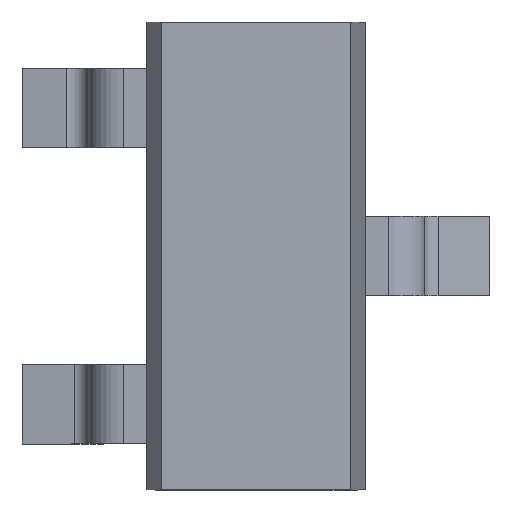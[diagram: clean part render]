
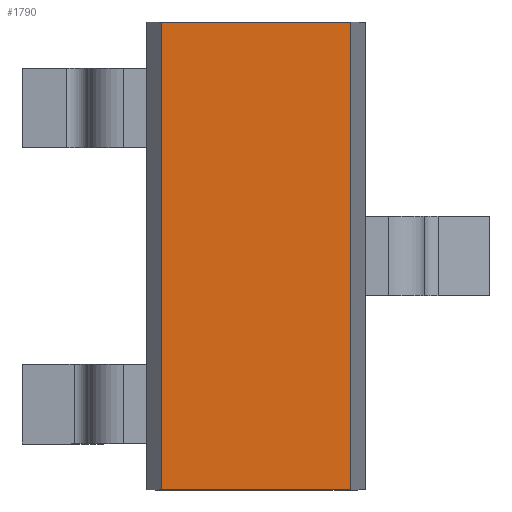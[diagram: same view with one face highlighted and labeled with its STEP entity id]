
A CAD part, top view. The second image highlights one B-rep face of the part: STEP entity #1790.
In plain terms, the highlighted planar face has unit normal (0, 0, 1).
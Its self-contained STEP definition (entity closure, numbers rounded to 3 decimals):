
#1518=CARTESIAN_POINT('',(-0.607,-1.5,1.15));
#1519=VERTEX_POINT('',#1518);
#1526=CARTESIAN_POINT('',(-0.607,1.5,1.15));
#1527=VERTEX_POINT('',#1526);
#1528=CARTESIAN_POINT('',(-0.607,1.5,1.15));
#1529=DIRECTION('',(0.0,-1.0,0.0));
#1530=VECTOR('',#1529,3.0);
#1531=LINE('',#1528,#1530);
#1532=EDGE_CURVE('',#1527,#1519,#1531,.T.);
#1573=CARTESIAN_POINT('',(0.607,1.5,1.15));
#1574=VERTEX_POINT('',#1573);
#1575=CARTESIAN_POINT('',(0.607,1.5,1.15));
#1576=DIRECTION('',(-1.0,0.0,0.0));
#1577=VECTOR('',#1576,1.214);
#1578=LINE('',#1575,#1577);
#1579=EDGE_CURVE('',#1574,#1527,#1578,.T.);
#1619=CARTESIAN_POINT('',(0.607,-1.5,1.15));
#1620=VERTEX_POINT('',#1619);
#1636=CARTESIAN_POINT('',(0.607,-1.5,1.15));
#1637=DIRECTION('',(0.0,1.0,0.0));
#1638=VECTOR('',#1637,3.0);
#1639=LINE('',#1636,#1638);
#1640=EDGE_CURVE('',#1574,#1620,#1639,.F.);
#1689=CARTESIAN_POINT('',(-0.607,-1.5,1.15));
#1690=DIRECTION('',(1.0,0.0,0.0));
#1691=VECTOR('',#1690,1.214);
#1692=LINE('',#1689,#1691);
#1693=EDGE_CURVE('',#1519,#1620,#1692,.T.);
#1779=CARTESIAN_POINT('',(-0.615,1.5,1.15));
#1780=DIRECTION('',(0.0,0.0,1.0));
#1781=DIRECTION('',(-1.0,0.0,0.0));
#1782=AXIS2_PLACEMENT_3D('',#1779,#1780,#1781);
#1783=PLANE('',#1782);
#1784=ORIENTED_EDGE('',*,*,#1693,.T.);
#1785=ORIENTED_EDGE('',*,*,#1640,.F.);
#1786=ORIENTED_EDGE('',*,*,#1579,.T.);
#1787=ORIENTED_EDGE('',*,*,#1532,.T.);
#1788=EDGE_LOOP('',(#1784,#1785,#1786,#1787));
#1789=FACE_OUTER_BOUND('',#1788,.T.);
#1790=ADVANCED_FACE('',(#1789),#1783,.T.);
